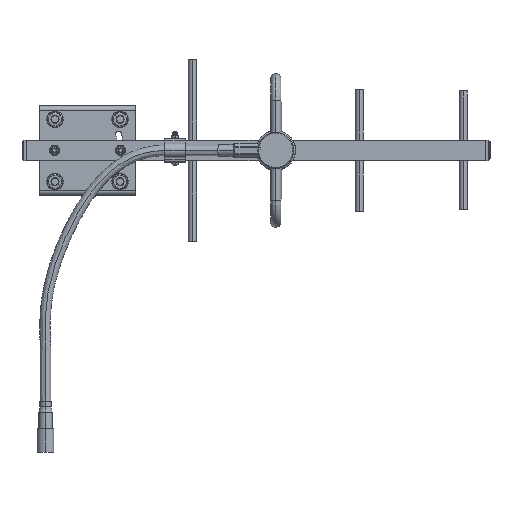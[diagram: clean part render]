
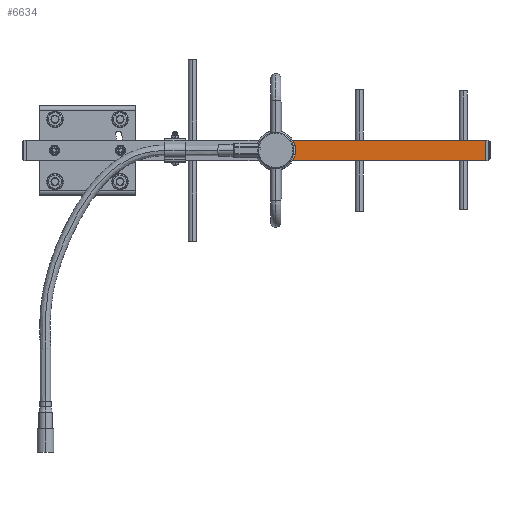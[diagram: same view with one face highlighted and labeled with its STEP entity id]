
A CAD part, top view. The second image highlights one B-rep face of the part: STEP entity #6634.
In plain terms, the highlighted face is planar.
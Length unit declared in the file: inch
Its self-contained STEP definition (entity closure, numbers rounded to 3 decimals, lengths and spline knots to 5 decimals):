
#1126 = DIRECTION ( 'NONE',  ( 0., 1., 0. ) ) ;
#1588 = LINE ( 'NONE', #22874, #8245 ) ;
#4499 = CARTESIAN_POINT ( 'NONE',  ( -9.99384, 0.391, -0.391 ) ) ;
#5423 = CARTESIAN_POINT ( 'NONE',  ( -17.375, -0.391, -0.391 ) ) ;
#5683 = VECTOR ( 'NONE', #6401, 39.37008 ) ;
#6401 = DIRECTION ( 'NONE',  ( 1., 0., 0. ) ) ;
#6634 = ADVANCED_FACE ( 'NONE', ( #11997 ), #36546, .T. ) ;
#7603 = DIRECTION ( 'NONE',  ( 1., 0., 0. ) ) ;
#7833 = VERTEX_POINT ( 'NONE', #15639 ) ;
#8245 = VECTOR ( 'NONE', #1126, 39.37008 ) ;
#9316 = VERTEX_POINT ( 'NONE', #25402 ) ;
#11084 = DIRECTION ( 'NONE',  ( 0., 0., 1. ) ) ;
#11392 = CARTESIAN_POINT ( 'NONE',  ( -17.375, -0.391, -0.391 ) ) ;
#11400 = EDGE_CURVE ( 'NONE', #45535, #16134, #32060, .T. ) ;
#11997 = FACE_OUTER_BOUND ( 'NONE', #35027, .T. ) ;
#12725 = AXIS2_PLACEMENT_3D ( 'NONE', #14605, #11084, #28840 ) ;
#14605 = CARTESIAN_POINT ( 'NONE',  ( -9.4375, 0., -0.391 ) ) ;
#15639 = CARTESIAN_POINT ( 'NONE',  ( -17.375, 0.391, -0.391 ) ) ;
#15708 = DIRECTION ( 'NONE',  ( 1., 0., 0. ) ) ;
#16134 = VERTEX_POINT ( 'NONE', #45358 ) ;
#16176 = DIRECTION ( 'NONE',  ( -1., 0., 0. ) ) ;
#21883 = AXIS2_PLACEMENT_3D ( 'NONE', #23208, #33747, #16176 ) ;
#22148 = EDGE_CURVE ( 'NONE', #41172, #9316, #26224, .T. ) ;
#22874 = CARTESIAN_POINT ( 'NONE',  ( -17.375, 0.391, -0.391 ) ) ;
#23208 = CARTESIAN_POINT ( 'NONE',  ( -17.375, 0.391, -0.391 ) ) ;
#25402 = CARTESIAN_POINT ( 'NONE',  ( -9.99384, -0.391, -0.391 ) ) ;
#25937 = ORIENTED_EDGE ( 'NONE', *, *, #42769, .T. ) ;
#26224 = LINE ( 'NONE', #5423, #30897 ) ;
#26425 = ORIENTED_EDGE ( 'NONE', *, *, #35914, .T. ) ;
#28580 = LINE ( 'NONE', #42181, #5683 ) ;
#28840 = DIRECTION ( 'NONE',  ( 1., 0., 0. ) ) ;
#30897 = VECTOR ( 'NONE', #15708, 39.37008 ) ;
#31903 = EDGE_CURVE ( 'NONE', #41172, #7833, #1588, .T. ) ;
#32060 = CIRCLE ( 'NONE', #38032, 0.68 ) ;
#33192 = ORIENTED_EDGE ( 'NONE', *, *, #22148, .F. ) ;
#33747 = DIRECTION ( 'NONE',  ( 0., 0., -1. ) ) ;
#35027 = EDGE_LOOP ( 'NONE', ( #26425, #37850, #25937, #33192, #43752 ) ) ;
#35914 = EDGE_CURVE ( 'NONE', #7833, #45535, #28580, .T. ) ;
#36546 = PLANE ( 'NONE',  #21883 ) ;
#37850 = ORIENTED_EDGE ( 'NONE', *, *, #11400, .T. ) ;
#38032 = AXIS2_PLACEMENT_3D ( 'NONE', #39627, #43823, #7603 ) ;
#38911 = CIRCLE ( 'NONE', #12725, 0.68 ) ;
#39627 = CARTESIAN_POINT ( 'NONE',  ( -9.4375, 0., -0.391 ) ) ;
#41172 = VERTEX_POINT ( 'NONE', #11392 ) ;
#42181 = CARTESIAN_POINT ( 'NONE',  ( -17.375, 0.391, -0.391 ) ) ;
#42769 = EDGE_CURVE ( 'NONE', #16134, #9316, #38911, .T. ) ;
#43752 = ORIENTED_EDGE ( 'NONE', *, *, #31903, .T. ) ;
#43823 = DIRECTION ( 'NONE',  ( 0., 0., 1. ) ) ;
#45358 = CARTESIAN_POINT ( 'NONE',  ( -10.1175, 0., -0.391 ) ) ;
#45535 = VERTEX_POINT ( 'NONE', #4499 ) ;
